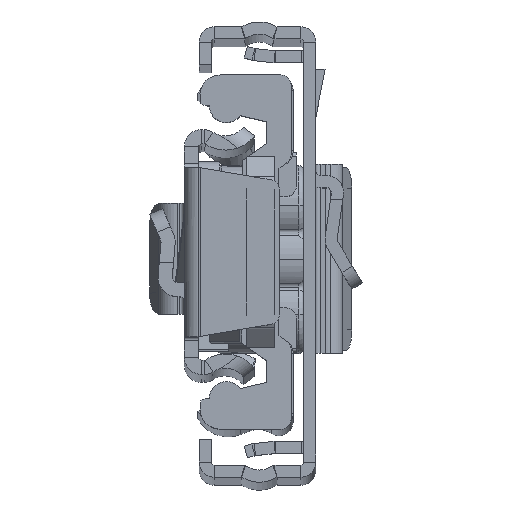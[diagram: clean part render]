
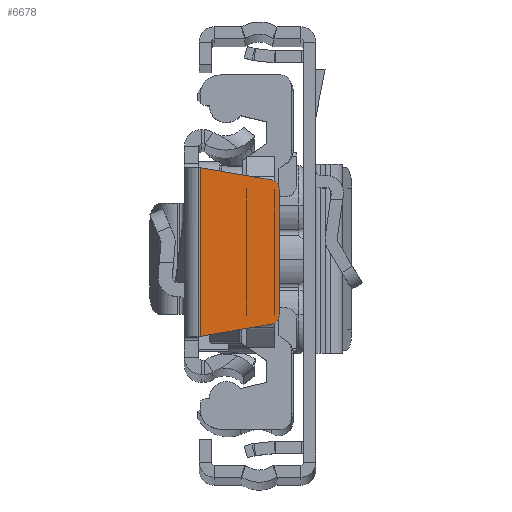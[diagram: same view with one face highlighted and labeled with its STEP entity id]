
A CAD part, top view. The second image highlights one B-rep face of the part: STEP entity #6678.
In plain terms, the highlighted planar face has unit normal (0, 0, 1).
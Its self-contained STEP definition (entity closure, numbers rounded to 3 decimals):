
#187 = CARTESIAN_POINT ( 'NONE',  ( 8.4, -6.156, 0. ) ) ;
#256 = EDGE_CURVE ( 'NONE', #706, #14646, #19370, .T. ) ;
#706 = VERTEX_POINT ( 'NONE', #10317 ) ;
#1009 = VECTOR ( 'NONE', #8786, 1000. ) ;
#1273 = EDGE_LOOP ( 'NONE', ( #7604, #14868, #15508, #5606, #1314, #7557 ) ) ;
#1314 = ORIENTED_EDGE ( 'NONE', *, *, #14787, .T. ) ;
#1492 = VECTOR ( 'NONE', #7138, 1000. ) ;
#2035 = DIRECTION ( 'NONE',  ( 0., 0., 1. ) ) ;
#2081 = LINE ( 'NONE', #20296, #1492 ) ;
#2157 = DIRECTION ( 'NONE',  ( 0., 0., -1. ) ) ;
#2288 = VERTEX_POINT ( 'NONE', #2817 ) ;
#2817 = CARTESIAN_POINT ( 'NONE',  ( 9.4, -6.156, 0. ) ) ;
#3318 = EDGE_CURVE ( 'NONE', #2288, #6904, #2081, .T. ) ;
#3322 = CARTESIAN_POINT ( 'NONE',  ( 8.568, -7.142, 0. ) ) ;
#3907 = VECTOR ( 'NONE', #14368, 1000. ) ;
#5324 = EDGE_CURVE ( 'NONE', #7228, #2288, #17865, .T. ) ;
#5606 = ORIENTED_EDGE ( 'NONE', *, *, #3318, .T. ) ;
#5935 = CARTESIAN_POINT ( 'NONE',  ( 1.6, 8.333, 0. ) ) ;
#6360 = DIRECTION ( 'NONE',  ( 0., 0., 1. ) ) ;
#6566 = LINE ( 'NONE', #3322, #15900 ) ;
#6678 = ADVANCED_FACE ( 'NONE', ( #18747 ), #7227, .F. ) ;
#6904 = VERTEX_POINT ( 'NONE', #8481 ) ;
#7138 = DIRECTION ( 'NONE',  ( 0., 1., 0. ) ) ;
#7227 = PLANE ( 'NONE',  #11651 ) ;
#7228 = VERTEX_POINT ( 'NONE', #12581 ) ;
#7521 = CIRCLE ( 'NONE', #13744, 1. ) ;
#7557 = ORIENTED_EDGE ( 'NONE', *, *, #256, .T. ) ;
#7604 = ORIENTED_EDGE ( 'NONE', *, *, #10569, .T. ) ;
#7963 = EDGE_CURVE ( 'NONE', #12969, #7228, #6566, .T. ) ;
#8481 = CARTESIAN_POINT ( 'NONE',  ( 9.4, 6.156, 0. ) ) ;
#8786 = DIRECTION ( 'NONE',  ( 0., -1., 0. ) ) ;
#8904 = CARTESIAN_POINT ( 'NONE',  ( 1.6, -8.333, 0. ) ) ;
#10317 = CARTESIAN_POINT ( 'NONE',  ( 8.568, 7.142, 0. ) ) ;
#10563 = AXIS2_PLACEMENT_3D ( 'NONE', #187, #2035, #15147 ) ;
#10569 = EDGE_CURVE ( 'NONE', #14646, #12969, #18484, .T. ) ;
#10877 = CARTESIAN_POINT ( 'NONE',  ( 1.5, 8.35, 0. ) ) ;
#11651 = AXIS2_PLACEMENT_3D ( 'NONE', #11998, #2157, #13850 ) ;
#11998 = CARTESIAN_POINT ( 'NONE',  ( 8.4, 6.156, 0. ) ) ;
#12581 = CARTESIAN_POINT ( 'NONE',  ( 8.568, -7.142, 0. ) ) ;
#12969 = VERTEX_POINT ( 'NONE', #16642 ) ;
#13744 = AXIS2_PLACEMENT_3D ( 'NONE', #14529, #6360, #16368 ) ;
#13850 = DIRECTION ( 'NONE',  ( 1., 0., 0. ) ) ;
#14368 = DIRECTION ( 'NONE',  ( -0.986, 0.168, 0. ) ) ;
#14529 = CARTESIAN_POINT ( 'NONE',  ( 8.4, 6.156, 0. ) ) ;
#14646 = VERTEX_POINT ( 'NONE', #5935 ) ;
#14787 = EDGE_CURVE ( 'NONE', #6904, #706, #7521, .T. ) ;
#14868 = ORIENTED_EDGE ( 'NONE', *, *, #7963, .T. ) ;
#14929 = DIRECTION ( 'NONE',  ( 0.986, 0.168, 0. ) ) ;
#15147 = DIRECTION ( 'NONE',  ( 1., 0., 0. ) ) ;
#15508 = ORIENTED_EDGE ( 'NONE', *, *, #5324, .T. ) ;
#15900 = VECTOR ( 'NONE', #14929, 1000. ) ;
#16368 = DIRECTION ( 'NONE',  ( 1., 0., 0. ) ) ;
#16642 = CARTESIAN_POINT ( 'NONE',  ( 1.6, -8.333, 0. ) ) ;
#17865 = CIRCLE ( 'NONE', #10563, 1. ) ;
#18484 = LINE ( 'NONE', #8904, #1009 ) ;
#18747 = FACE_OUTER_BOUND ( 'NONE', #1273, .T. ) ;
#19370 = LINE ( 'NONE', #10877, #3907 ) ;
#20296 = CARTESIAN_POINT ( 'NONE',  ( 9.4, 6.156, 0. ) ) ;
